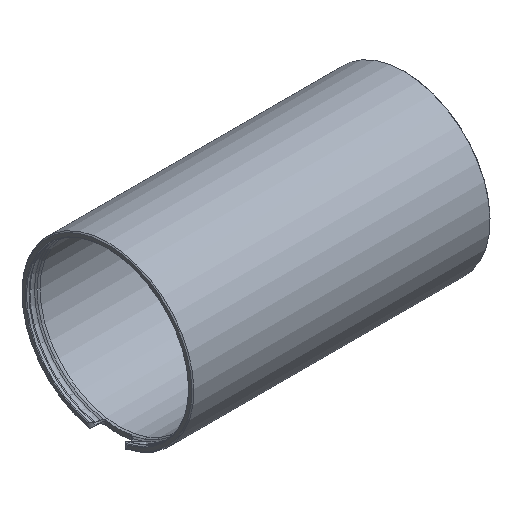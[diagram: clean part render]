
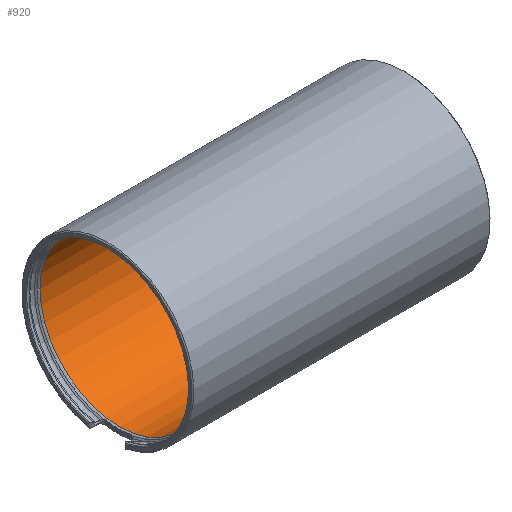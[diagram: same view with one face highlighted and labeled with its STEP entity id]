
A CAD part, isometric view. The second image highlights one B-rep face of the part: STEP entity #920.
In plain terms, the highlighted cylindrical face has radius 40.07 mm (diameter 80.14 mm), a full revolution.
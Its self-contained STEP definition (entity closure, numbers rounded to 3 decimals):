
#55=LINE('',#1992,#97);
#97=VECTOR('',#1139,40.07);
#143=CYLINDRICAL_SURFACE('',#1016,40.07);
#165=FACE_OUTER_BOUND('',#221,.T.);
#221=EDGE_LOOP('',(#681,#682,#683,#684));
#344=CIRCLE('',#993,40.07);
#359=CIRCLE('',#1014,40.07);
#387=VERTEX_POINT('',#1502);
#421=VERTEX_POINT('',#1964);
#481=EDGE_CURVE('',#387,#387,#344,.T.);
#521=EDGE_CURVE('',#421,#421,#359,.T.);
#524=EDGE_CURVE('',#421,#387,#55,.T.);
#681=ORIENTED_EDGE('',*,*,#521,.F.);
#682=ORIENTED_EDGE('',*,*,#524,.T.);
#683=ORIENTED_EDGE('',*,*,#481,.T.);
#684=ORIENTED_EDGE('',*,*,#524,.F.);
#920=ADVANCED_FACE('',(#165),#143,.F.);
#993=AXIS2_PLACEMENT_3D('',#1504,#1086,#1087);
#1014=AXIS2_PLACEMENT_3D('',#1966,#1133,#1134);
#1016=AXIS2_PLACEMENT_3D('',#1991,#1137,#1138);
#1086=DIRECTION('center_axis',(-1.,0.,0.));
#1087=DIRECTION('ref_axis',(0.,0.,1.));
#1133=DIRECTION('center_axis',(-1.,0.,0.));
#1134=DIRECTION('ref_axis',(0.,0.,1.));
#1137=DIRECTION('center_axis',(-1.,0.,0.));
#1138=DIRECTION('ref_axis',(0.,0.,1.));
#1139=DIRECTION('',(-1.,0.,0.));
#1502=CARTESIAN_POINT('',(-143.64,0.,-40.07));
#1504=CARTESIAN_POINT('Origin',(-143.64,0.,
0.));
#1964=CARTESIAN_POINT('',(-6.36,0.,-40.07));
#1966=CARTESIAN_POINT('Origin',(-6.36,0.,
0.));
#1991=CARTESIAN_POINT('Origin',(-76.2,0.,0.));
#1992=CARTESIAN_POINT('',(-76.2,0.,-40.07));
